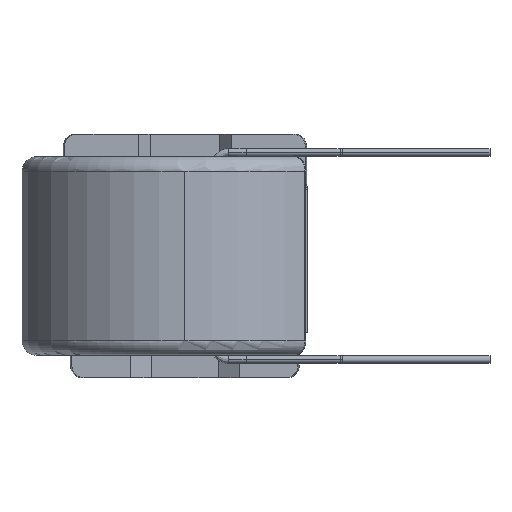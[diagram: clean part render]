
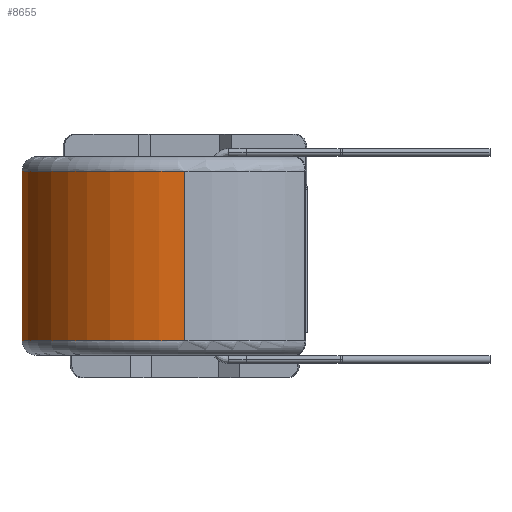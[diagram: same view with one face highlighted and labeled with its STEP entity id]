
A CAD part, left-side view. The second image highlights one B-rep face of the part: STEP entity #8655.
In plain terms, the highlighted cylindrical face has radius 13.5 mm (diameter 27 mm), a partial arc.
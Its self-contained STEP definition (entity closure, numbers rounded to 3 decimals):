
#432 = EDGE_CURVE ( 'NONE', #5458, #6883, #1648, .T. ) ;
#625 = CARTESIAN_POINT ( 'NONE',  ( -1.943, 13.359, 8.15 ) ) ;
#866 = CARTESIAN_POINT ( 'NONE',  ( -13.5, 0., -6.95 ) ) ;
#936 = DIRECTION ( 'NONE',  ( 0., 0., -1. ) ) ;
#1012 = VECTOR ( 'NONE', #6053, 1000. ) ;
#1028 = FACE_OUTER_BOUND ( 'NONE', #10196, .T. ) ;
#1621 = EDGE_CURVE ( 'NONE', #5294, #4849, #5363, .T. ) ;
#1648 = LINE ( 'NONE', #625, #1012 ) ;
#2018 = DIRECTION ( 'NONE',  ( 1., 0., 0. ) ) ;
#2338 = ORIENTED_EDGE ( 'NONE', *, *, #2707, .T. ) ;
#2707 = EDGE_CURVE ( 'NONE', #6883, #4849, #5899, .T. ) ;
#2708 = VECTOR ( 'NONE', #936, 1000. ) ;
#2982 = CYLINDRICAL_SURFACE ( 'NONE', #7638, 13.5 ) ;
#3050 = ORIENTED_EDGE ( 'NONE', *, *, #9892, .T. ) ;
#3267 = DIRECTION ( 'NONE',  ( 0., 0., -1. ) ) ;
#3776 = CARTESIAN_POINT ( 'NONE',  ( -1.943, 13.359, 6.95 ) ) ;
#4056 = CARTESIAN_POINT ( 'NONE',  ( -13.5, 0., 8.15 ) ) ;
#4150 = CARTESIAN_POINT ( 'NONE',  ( 0., 0., -6.95 ) ) ;
#4319 = CARTESIAN_POINT ( 'NONE',  ( -1.943, 13.359, -6.95 ) ) ;
#4849 = VERTEX_POINT ( 'NONE', #866 ) ;
#5171 = DIRECTION ( 'NONE',  ( 0., 0., 1. ) ) ;
#5294 = VERTEX_POINT ( 'NONE', #5816 ) ;
#5299 = CARTESIAN_POINT ( 'NONE',  ( 0., 0., 8.15 ) ) ;
#5363 = LINE ( 'NONE', #4056, #2708 ) ;
#5458 = VERTEX_POINT ( 'NONE', #3776 ) ;
#5816 = CARTESIAN_POINT ( 'NONE',  ( -13.5, 0., 6.95 ) ) ;
#5899 = CIRCLE ( 'NONE', #8234, 13.5 ) ;
#6053 = DIRECTION ( 'NONE',  ( 0., 0., -1. ) ) ;
#6883 = VERTEX_POINT ( 'NONE', #4319 ) ;
#7638 = AXIS2_PLACEMENT_3D ( 'NONE', #5299, #3267, #13611 ) ;
#8234 = AXIS2_PLACEMENT_3D ( 'NONE', #4150, #5171, #2018 ) ;
#8655 = ADVANCED_FACE ( 'NONE', ( #1028 ), #2982, .T. ) ;
#9270 = AXIS2_PLACEMENT_3D ( 'NONE', #12582, #10648, #9617 ) ;
#9357 = CIRCLE ( 'NONE', #9270, 13.5 ) ;
#9617 = DIRECTION ( 'NONE',  ( 1., 0., 0. ) ) ;
#9892 = EDGE_CURVE ( 'NONE', #5294, #5458, #9357, .T. ) ;
#10196 = EDGE_LOOP ( 'NONE', ( #10703, #3050, #10925, #2338 ) ) ;
#10648 = DIRECTION ( 'NONE',  ( 0., 0., -1. ) ) ;
#10703 = ORIENTED_EDGE ( 'NONE', *, *, #1621, .F. ) ;
#10925 = ORIENTED_EDGE ( 'NONE', *, *, #432, .T. ) ;
#12582 = CARTESIAN_POINT ( 'NONE',  ( 0., 0., 6.95 ) ) ;
#13611 = DIRECTION ( 'NONE',  ( -1., 0., 0. ) ) ;
